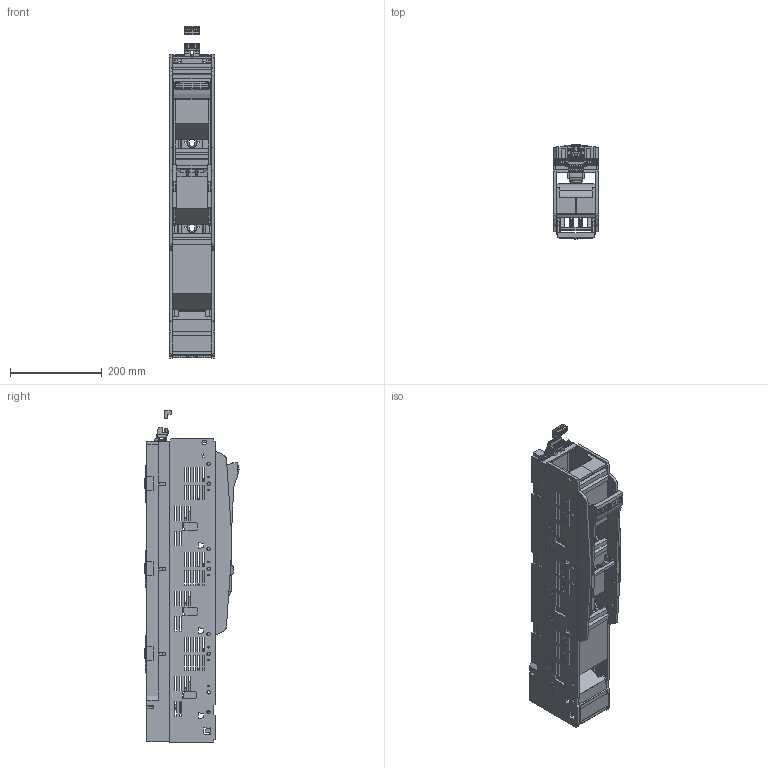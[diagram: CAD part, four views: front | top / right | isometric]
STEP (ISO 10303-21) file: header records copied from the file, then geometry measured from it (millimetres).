
FILE_DESCRIPTION(('CATIA V5 STEP'),'2;1');
FILE_NAME('L0717_NH_Wandlerlastschaltleiste_SL1_3x3_3A_1W_250_5_KL.stp','2019-01-16T13:39:07+00:00',('none'),('Jean Müller GmbH'),'CATIA Version 5 Release 19 SP 9 (IN-10)','CATIA V5 STEP AP214','none');
FILE_SCHEMA(('AUTOMOTIVE_DESIGN { 1 0 10303 214 1 1 1 1 }'));
Products named in the file (1): L0717_NH-Wandlerlastschaltleiste SL1-3x3/3A/1W/1/250-5/KL
Bounding box: 100 x 204.64 x 722.17 mm (x, y, z)
Volume: 3341461.9 mm3; surface area: 1216157.6 mm2
Topology: 22 solids, 26 shells, 6150 faces, 16844 edges, 10852 vertices
Faces by surface type: plane 5027, cylinder 677, cone 266, bspline 132, torus 32, sphere 16
Entity records: 189972 total; most frequent: CARTESIAN_POINT 43125, ORIENTED_EDGE 33656, DIRECTION 24323, EDGE_CURVE 16828, VECTOR 13227, LINE 13227, VERTEX_POINT 10852, EDGE_LOOP 6770
